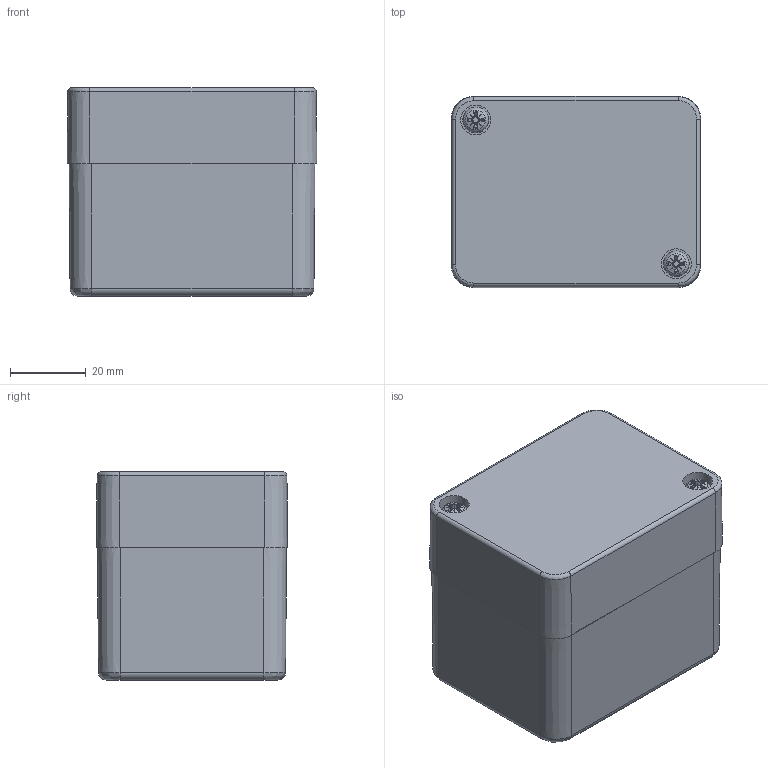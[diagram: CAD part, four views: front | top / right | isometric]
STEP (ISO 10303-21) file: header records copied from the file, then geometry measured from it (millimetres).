
FILE_DESCRIPTION (( 'STEP AP214' ), '1' );
FILE_NAME ('BBCC060555W.STEP', '2019-07-09T16:25:53', ( '' ), ( '' ), 'SwSTEP 2.0', 'SolidWorks 2018', '' );
FILE_SCHEMA (( 'AUTOMOTIVE_DESIGN' ));
Length unit declared in the file: inch
Products named in the file (1): BBCC060555W
Bounding box: 66 x 50.5 x 55 mm (x, y, z)
Volume: 59309 mm3; surface area: 43532.8 mm2
Topology: 7 solids, 7 shells, 961 faces, 2328 edges, 1406 vertices
Faces by surface type: plane 341, cylinder 250, cone 218, bspline 152
Full cylindrical faces by diameter (mm): 3.242 x2, 3.3 x2, 4 x2, 4.4 x2, 4.5 x4, 4.9 x2, 5.1 x2, 6.8 x2, 7 x2, 7.4 x4, 7.9 x2
Entity records: 44615 total; most frequent: CARTESIAN_POINT 10974, ORIENTED_EDGE 4536, DIRECTION 4216, EDGE_CURVE 2268, AXIS2_PLACEMENT_3D 1686, VERTEX_POINT 1392, EDGE_LOOP 1050, FACE_OUTER_BOUND 991
